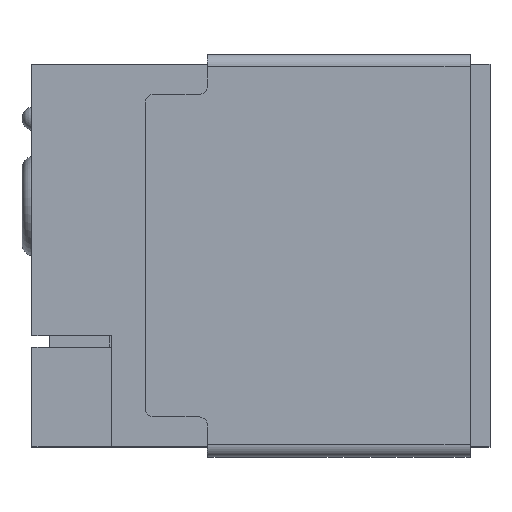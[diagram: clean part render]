
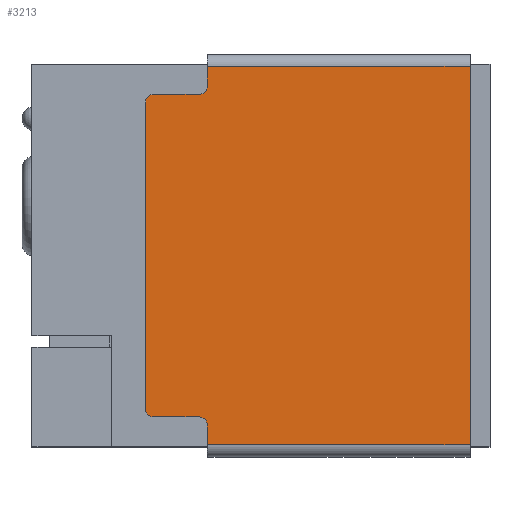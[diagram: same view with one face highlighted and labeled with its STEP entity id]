
A CAD part, top view. The second image highlights one B-rep face of the part: STEP entity #3213.
In plain terms, the highlighted planar face has unit normal (0, 0, 1).
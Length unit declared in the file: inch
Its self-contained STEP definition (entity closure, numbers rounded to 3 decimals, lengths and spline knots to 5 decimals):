
#77=FACE_OUTER_BOUND('',#248,.T.);
#248=EDGE_LOOP('',(#2110,#2111,#2112,#2113,#2114,#2115,#2116,#2117,#2118,
#2119,#2120,#2121));
#432=CIRCLE('',#3408,0.00787);
#433=CIRCLE('',#3411,0.00787);
#434=CIRCLE('',#3414,0.00787);
#435=CIRCLE('',#3417,0.00787);
#504=LINE('',#4544,#891);
#523=LINE('',#4593,#910);
#529=LINE('',#4606,#916);
#532=LINE('',#4614,#919);
#535=LINE('',#4622,#922);
#537=LINE('',#4630,#924);
#540=LINE('',#4635,#927);
#541=LINE('',#4636,#928);
#891=VECTOR('',#3667,39.37008);
#910=VECTOR('',#3702,39.37008);
#916=VECTOR('',#3716,39.37008);
#919=VECTOR('',#3725,39.37008);
#922=VECTOR('',#3734,39.37008);
#924=VECTOR('',#3744,39.37008);
#927=VECTOR('',#3749,39.37008);
#928=VECTOR('',#3750,39.37008);
#1286=VERTEX_POINT('',#4542);
#1287=VERTEX_POINT('',#4543);
#1308=VERTEX_POINT('',#4591);
#1309=VERTEX_POINT('',#4592);
#1311=VERTEX_POINT('',#4600);
#1312=VERTEX_POINT('',#4604);
#1313=VERTEX_POINT('',#4608);
#1314=VERTEX_POINT('',#4612);
#1315=VERTEX_POINT('',#4616);
#1316=VERTEX_POINT('',#4620);
#1317=VERTEX_POINT('',#4624);
#1318=VERTEX_POINT('',#4628);
#1588=EDGE_CURVE('',#1286,#1287,#504,.T.);
#1613=EDGE_CURVE('',#1308,#1309,#523,.T.);
#1619=EDGE_CURVE('',#1309,#1311,#432,.T.);
#1621=EDGE_CURVE('',#1311,#1312,#529,.T.);
#1623=EDGE_CURVE('',#1312,#1313,#433,.T.);
#1625=EDGE_CURVE('',#1313,#1314,#532,.T.);
#1627=EDGE_CURVE('',#1314,#1315,#434,.T.);
#1629=EDGE_CURVE('',#1315,#1316,#535,.T.);
#1631=EDGE_CURVE('',#1316,#1317,#435,.T.);
#1633=EDGE_CURVE('',#1317,#1318,#537,.T.);
#1636=EDGE_CURVE('',#1318,#1286,#540,.T.);
#1637=EDGE_CURVE('',#1287,#1308,#541,.T.);
#2110=ORIENTED_EDGE('',*,*,#1633,.T.);
#2111=ORIENTED_EDGE('',*,*,#1636,.T.);
#2112=ORIENTED_EDGE('',*,*,#1588,.T.);
#2113=ORIENTED_EDGE('',*,*,#1637,.T.);
#2114=ORIENTED_EDGE('',*,*,#1613,.T.);
#2115=ORIENTED_EDGE('',*,*,#1619,.T.);
#2116=ORIENTED_EDGE('',*,*,#1621,.T.);
#2117=ORIENTED_EDGE('',*,*,#1623,.T.);
#2118=ORIENTED_EDGE('',*,*,#1625,.T.);
#2119=ORIENTED_EDGE('',*,*,#1627,.T.);
#2120=ORIENTED_EDGE('',*,*,#1629,.T.);
#2121=ORIENTED_EDGE('',*,*,#1631,.T.);
#2923=PLANE('',#3420);
#3213=ADVANCED_FACE('',(#77),#2923,.T.);
#3408=AXIS2_PLACEMENT_3D('',#4602,#3711,#3712);
#3411=AXIS2_PLACEMENT_3D('',#4610,#3720,#3721);
#3414=AXIS2_PLACEMENT_3D('',#4618,#3729,#3730);
#3417=AXIS2_PLACEMENT_3D('',#4626,#3738,#3739);
#3420=AXIS2_PLACEMENT_3D('',#4634,#3747,#3748);
#3667=DIRECTION('',(0.,1.,0.));
#3702=DIRECTION('',(0.,-1.,0.));
#3711=DIRECTION('center_axis',(0.,0.,
-1.));
#3712=DIRECTION('ref_axis',(0.,-1.,0.));
#3716=DIRECTION('',(-1.,0.,0.));
#3720=DIRECTION('center_axis',(0.,0.,
1.));
#3721=DIRECTION('ref_axis',(0.,1.,0.));
#3725=DIRECTION('',(0.,-1.,0.));
#3729=DIRECTION('center_axis',(0.,0.,
1.));
#3730=DIRECTION('ref_axis',(0.,1.,0.));
#3734=DIRECTION('',(1.,0.,0.));
#3738=DIRECTION('center_axis',(0.,0.,
-1.));
#3739=DIRECTION('ref_axis',(0.,-1.,0.));
#3744=DIRECTION('',(0.,-1.,0.));
#3747=DIRECTION('center_axis',(0.,0.,
1.));
#3748=DIRECTION('ref_axis',(0.,-1.,0.));
#3749=DIRECTION('',(1.,0.,0.));
#3750=DIRECTION('',(-1.,0.,0.));
#4542=CARTESIAN_POINT('',(0.23031,-0.18701,0.2874));
#4543=CARTESIAN_POINT('',(0.23031,0.18701,0.2874));
#4544=CARTESIAN_POINT('',(0.23031,-0.19882,0.2874));
#4591=CARTESIAN_POINT('',(-0.02953,0.18701,0.2874));
#4592=CARTESIAN_POINT('',(-0.02953,0.16732,0.2874));
#4593=CARTESIAN_POINT('',(-0.02953,0.16732,0.2874));
#4600=CARTESIAN_POINT('',(-0.0374,0.15945,0.2874));
#4602=CARTESIAN_POINT('Origin',(-0.0374,0.16732,0.2874));
#4604=CARTESIAN_POINT('',(-0.08268,0.15945,0.2874));
#4606=CARTESIAN_POINT('',(-0.08268,0.15945,0.2874));
#4608=CARTESIAN_POINT('',(-0.09055,0.15157,0.2874));
#4610=CARTESIAN_POINT('Origin',(-0.08268,0.15157,0.2874));
#4612=CARTESIAN_POINT('',(-0.09055,-0.15157,0.2874));
#4614=CARTESIAN_POINT('',(-0.09055,-0.15157,0.2874));
#4616=CARTESIAN_POINT('',(-0.08268,-0.15945,0.2874));
#4618=CARTESIAN_POINT('Origin',(-0.08268,-0.15157,
0.2874));
#4620=CARTESIAN_POINT('',(-0.0374,-0.15945,0.2874));
#4622=CARTESIAN_POINT('',(-0.0374,-0.15945,0.2874));
#4624=CARTESIAN_POINT('',(-0.02953,-0.16732,0.2874));
#4626=CARTESIAN_POINT('Origin',(-0.0374,-0.16732,
0.2874));
#4628=CARTESIAN_POINT('',(-0.02953,-0.18701,0.2874));
#4630=CARTESIAN_POINT('',(-0.02953,-0.19882,0.2874));
#4634=CARTESIAN_POINT('Origin',(-0.0374,0.16732,0.2874));
#4635=CARTESIAN_POINT('',(0.23031,-0.18701,0.2874));
#4636=CARTESIAN_POINT('',(-0.02953,0.18701,0.2874));
